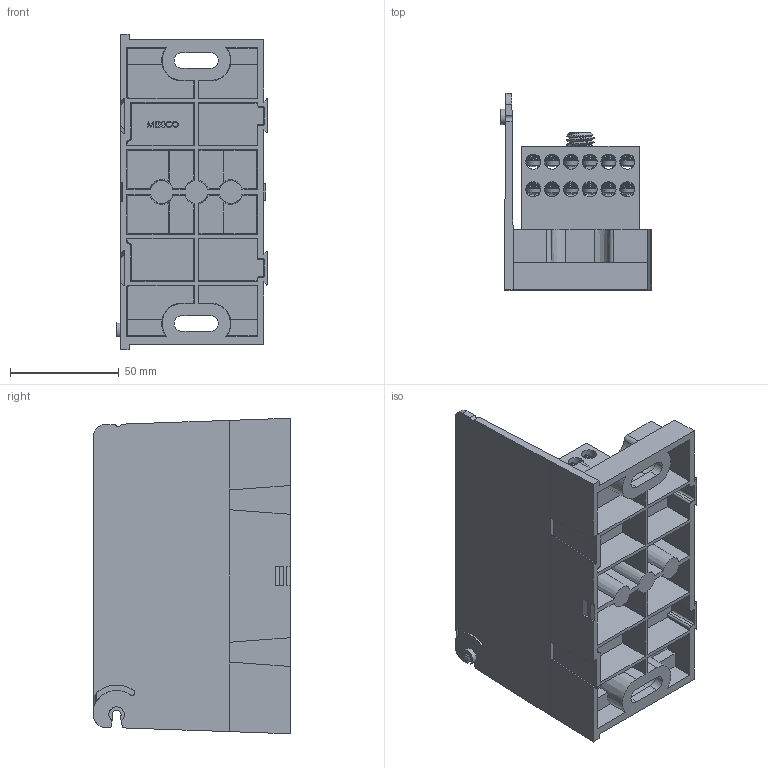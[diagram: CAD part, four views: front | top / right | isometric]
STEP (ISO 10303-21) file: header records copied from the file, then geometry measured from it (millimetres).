
FILE_DESCRIPTION (( 'STEP AP214' ), '1' );
FILE_NAME ('702002rev-ADDER.STEP', '2018-09-27T19:58:04', ( '' ), ( '' ), 'SwSTEP 2.0', 'SolidWorks 2017', '' );
FILE_SCHEMA (( 'AUTOMOTIVE_DESIGN' ));
Length unit declared in the file: inch
Products named in the file (2): 702002rev-ADDER
Bounding box: 69.22 x 90.17 x 144.78 mm (x, y, z)
Volume: 216174.4 mm3; surface area: 114362.2 mm2
Topology: 20 solids, 20 shells, 1112 faces, 3051 edges, 1983 vertices
Faces by surface type: cone 370, cylinder 350, plane 349, bspline 25, sphere 12, torus 6
Full cylindrical faces by diameter (mm): 4.928 x1, 6.909 x38, 7.009 x48, 7.925 x36, 10.716 x1, 10.795 x2, 12.7 x3, 12.751 x1, 13.487 x1, 26.975 x1
Entity records: 63384 total; most frequent: CARTESIAN_POINT 24795, ORIENTED_EDGE 5056, DIRECTION 4342, EDGE_CURVE 2528, VERTEX_POINT 1746, AXIS2_PLACEMENT_3D 1669, EDGE_LOOP 1454, FACE_OUTER_BOUND 1247
